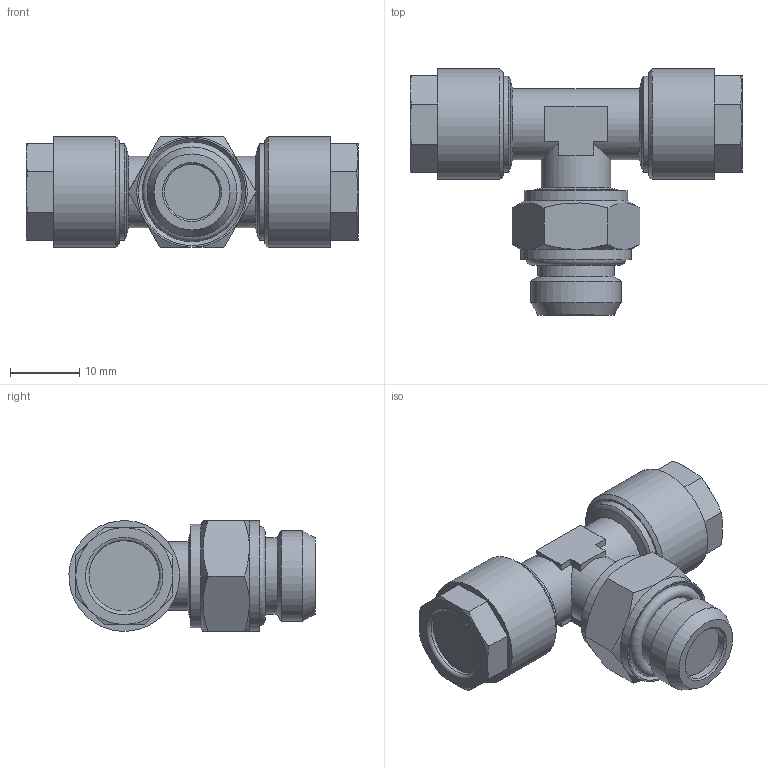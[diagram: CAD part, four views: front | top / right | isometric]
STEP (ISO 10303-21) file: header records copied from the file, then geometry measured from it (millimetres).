
FILE_DESCRIPTION(/* description */ (''),/* implementation_level */ '2;1');
FILE_NAME(/* name */ 'te_148_dr_msv.stp',/* time_stamp */ '2016-06-22T16:52:40+02:00',/* author */ ('hamoud'),/* organization */ (''),/* preprocessor_version */ 'ST-DEVELOPER v15.6',/* originating_system */ 'Autodesk Inventor LT ',/* authorisation */ '');
FILE_SCHEMA (('AUTOMOTIVE_DESIGN { 1 0 10303 214 3 1 1 }'));
Length unit declared in the file: millimetre
Products named in the file (1): te_148_dr_msv
Bounding box: 48 x 35.59 x 16 mm (x, y, z)
Volume: 10296 mm3; surface area: 4322.2 mm2
Topology: 1 solids, 1 shells, 112 faces, 264 edges, 164 vertices
Faces by surface type: plane 53, cone 35, cylinder 16, torus 8
Full cylindrical faces by diameter (mm): 8 x1, 10 x1, 10.2 x2, 10.3 x1, 11 x2, 12 x1, 12.1 x1, 13.04 x1, 13.9 x2, 15 x1, 16 x3
Entity records: 2845 total; most frequent: CARTESIAN_POINT 603, DIRECTION 460, ORIENTED_EDGE 418, EDGE_CURVE 209, AXIS2_PLACEMENT_3D 190, EDGE_LOOP 160, VERTEX_POINT 147, FACE_OUTER_BOUND 112
